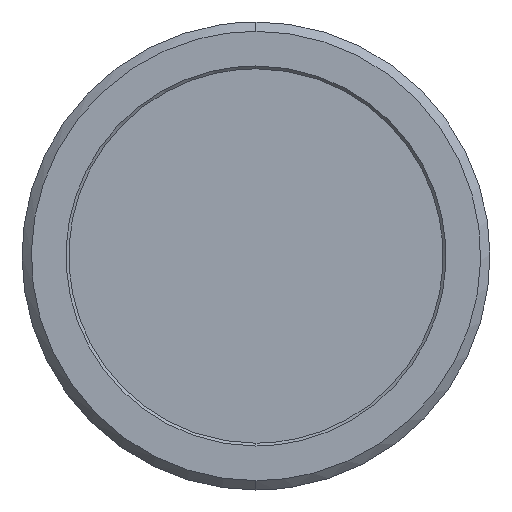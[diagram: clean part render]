
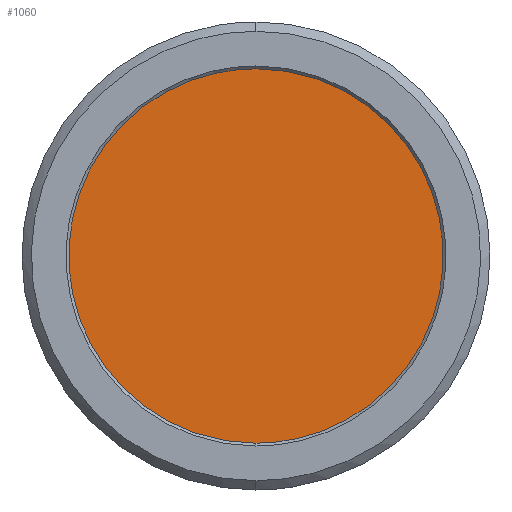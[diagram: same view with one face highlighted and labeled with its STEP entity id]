
A CAD part, front view. The second image highlights one B-rep face of the part: STEP entity #1060.
In plain terms, the highlighted free-form (B-spline) face has degree [1, 1] with [2, 2] control points.
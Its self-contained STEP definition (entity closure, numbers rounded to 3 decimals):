
#912 = VERTEX_POINT('',#913);
#913 = CARTESIAN_POINT('',(0.,0.45,-29.973));
#931 = VERTEX_POINT('',#932);
#932 = CARTESIAN_POINT('',(0.,0.45,
    29.973));
#937 = EDGE_CURVE('',#912,#931,#938,.T.);
#938 = ( BOUNDED_CURVE() B_SPLINE_CURVE(2,(#939,#940,#941,#942,#943),
.UNSPECIFIED.,.F.,.F.) B_SPLINE_CURVE_WITH_KNOTS((3,2,3),(3.142,
4.712,6.283),.PIECEWISE_BEZIER_KNOTS.) CURVE() 
GEOMETRIC_REPRESENTATION_ITEM() RATIONAL_B_SPLINE_CURVE((1.,
0.707,1.,0.707,1.)) REPRESENTATION_ITEM('') );
#939 = CARTESIAN_POINT('',(0.,0.45,
    -29.973));
#940 = CARTESIAN_POINT('',(-29.973,0.45,
    -29.973));
#941 = CARTESIAN_POINT('',(-29.973,0.45,
    0.));
#942 = CARTESIAN_POINT('',(-29.973,0.45,
    29.973));
#943 = CARTESIAN_POINT('',(0.,0.45,
    29.973));
#1060 = ADVANCED_FACE('',(#1061),#1072,.T.);
#1061 = FACE_BOUND('',#1062,.T.);
#1062 = EDGE_LOOP('',(#1063,#1064));
#1063 = ORIENTED_EDGE('',*,*,#937,.F.);
#1064 = ORIENTED_EDGE('',*,*,#1065,.F.);
#1065 = EDGE_CURVE('',#931,#912,#1066,.T.);
#1066 = ( BOUNDED_CURVE() B_SPLINE_CURVE(2,(#1067,#1068,#1069,#1070,
#1071),.UNSPECIFIED.,.F.,.F.) B_SPLINE_CURVE_WITH_KNOTS((3,2,3),(0.,
1.571,3.142),.PIECEWISE_BEZIER_KNOTS.) CURVE() 
GEOMETRIC_REPRESENTATION_ITEM() RATIONAL_B_SPLINE_CURVE((1.,
0.707,1.,0.707,1.)) REPRESENTATION_ITEM('') );
#1067 = CARTESIAN_POINT('',(0.,0.45,29.973));
#1068 = CARTESIAN_POINT('',(29.973,0.45,
    29.973));
#1069 = CARTESIAN_POINT('',(29.973,0.45,
    0.));
#1070 = CARTESIAN_POINT('',(29.973,0.45,
    -29.973));
#1071 = CARTESIAN_POINT('',(0.,0.45,
    -29.973));
#1072 = B_SPLINE_SURFACE_WITH_KNOTS('',1,1,(
    (#1073,#1074)
    ,(#1075,#1076
    )),.UNSPECIFIED.,.F.,.F.,.F.,(2,2),(2,2),(-20.,20.),(-20.,20.),
  .PIECEWISE_BEZIER_KNOTS.);
#1073 = CARTESIAN_POINT('',(-29.973,0.45,
    29.973));
#1074 = CARTESIAN_POINT('',(29.973,0.45,
    29.973));
#1075 = CARTESIAN_POINT('',(-29.973,0.45,
    -29.973));
#1076 = CARTESIAN_POINT('',(29.973,0.45,
    -29.973));
